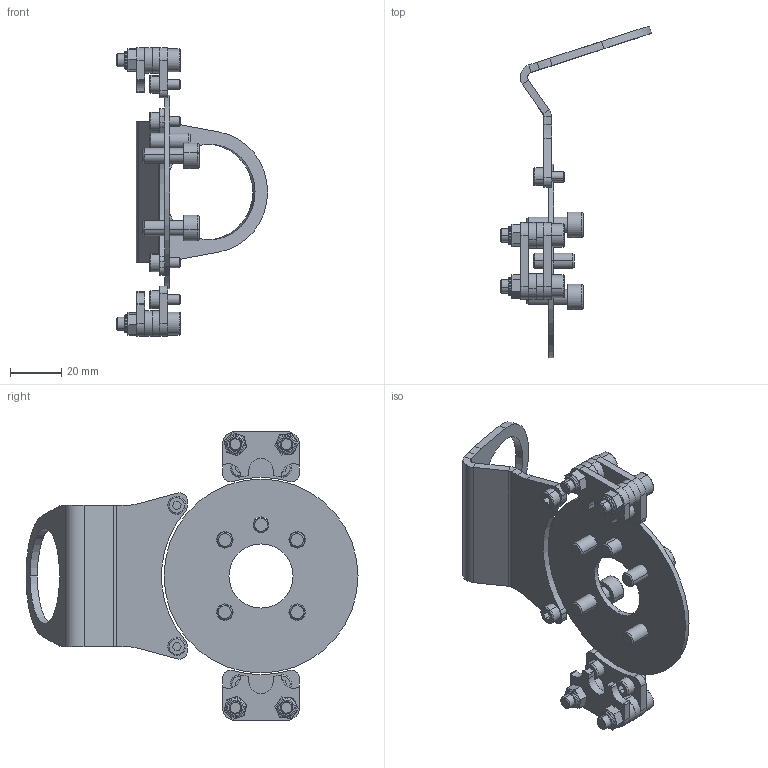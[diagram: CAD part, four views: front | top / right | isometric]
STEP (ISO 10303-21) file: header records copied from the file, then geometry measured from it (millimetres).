
FILE_DESCRIPTION (( 'STEP AP203' ), '1' );
FILE_NAME ('P5309.STEP', '2018-12-21T06:53:48', ( 'RSPlokal' ), ( 'Microsoft' ), 'SwSTEP 2.0', 'SolidWorks 2017', '' );
FILE_SCHEMA (( 'CONFIG_CONTROL_DESIGN' ));
Length unit declared in the file: millimetre
Products named in the file (1): P5309
Bounding box: 59.15 x 129.91 x 113.08 mm (x, y, z)
Volume: 33493.8 mm3; surface area: 32679 mm2
Topology: 33 solids, 33 shells, 546 faces, 1232 edges, 780 vertices
Faces by surface type: plane 262, cylinder 200, torus 44, cone 40
Entity records: 15441 total; most frequent: DIRECTION 2878, CARTESIAN_POINT 2559, ORIENTED_EDGE 2464, EDGE_CURVE 1232, AXIS2_PLACEMENT_3D 1099, VERTEX_POINT 780, VECTOR 680, LINE 680
